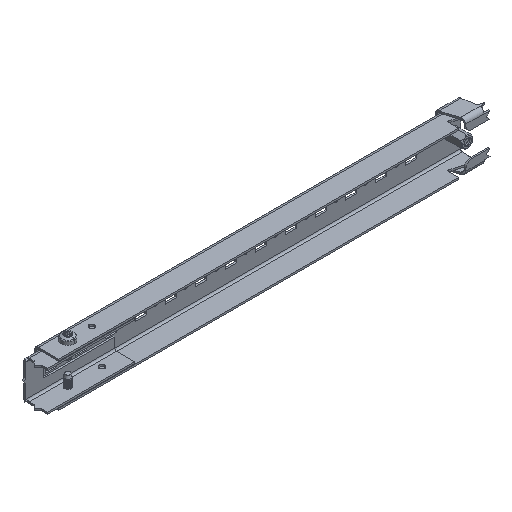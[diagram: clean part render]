
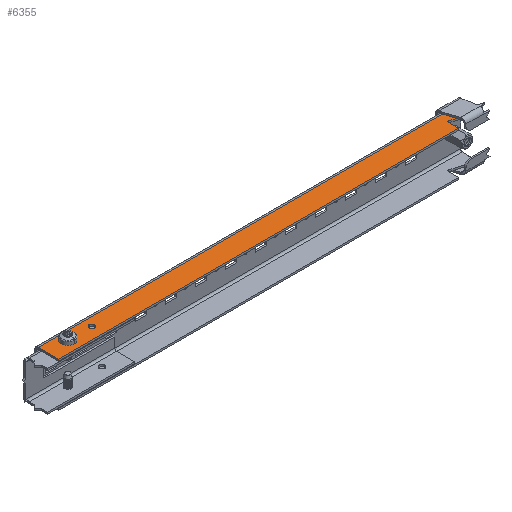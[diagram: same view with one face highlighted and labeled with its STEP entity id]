
A CAD part, isometric view. The second image highlights one B-rep face of the part: STEP entity #6355.
In plain terms, the highlighted planar face has unit normal (0, 0, 1).
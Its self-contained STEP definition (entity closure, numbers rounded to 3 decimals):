
#46 = VERTEX_POINT ( 'NONE', #14293 ) ;
#49 = VERTEX_POINT ( 'NONE', #15460 ) ;
#67 = ORIENTED_EDGE ( 'NONE', *, *, #12844, .F. ) ;
#556 = DIRECTION ( 'NONE',  ( 0., 0., 1. ) ) ;
#585 = DIRECTION ( 'NONE',  ( 0., 0., -1. ) ) ;
#604 = DIRECTION ( 'NONE',  ( 0., -1., 0. ) ) ;
#675 = CARTESIAN_POINT ( 'NONE',  ( 172.9, -14.817, 18.484 ) ) ;
#780 = DIRECTION ( 'NONE',  ( 0., -1., 0. ) ) ;
#806 = ORIENTED_EDGE ( 'NONE', *, *, #16006, .F. ) ;
#848 = LINE ( 'NONE', #9833, #5070 ) ;
#903 = DIRECTION ( 'NONE',  ( 0., 0., 1. ) ) ;
#945 = CARTESIAN_POINT ( 'NONE',  ( -159., -7.874, 18.484 ) ) ;
#1190 = VECTOR ( 'NONE', #6256, 1000. ) ;
#1209 = LINE ( 'NONE', #4932, #1190 ) ;
#1212 = CARTESIAN_POINT ( 'NONE',  ( 176.5, -3., 18.484 ) ) ;
#1267 = VERTEX_POINT ( 'NONE', #10318 ) ;
#1449 = EDGE_CURVE ( 'NONE', #49, #46, #7761, .T. ) ;
#1727 = VERTEX_POINT ( 'NONE', #14254 ) ;
#1744 = VECTOR ( 'NONE', #5491, 1000. ) ;
#1856 = LINE ( 'NONE', #3127, #11360 ) ;
#1864 = CIRCLE ( 'NONE', #10201, 2.25 ) ;
#1945 = ORIENTED_EDGE ( 'NONE', *, *, #9123, .F. ) ;
#2505 = DIRECTION ( 'NONE',  ( 0., 1., 0. ) ) ;
#2546 = DIRECTION ( 'NONE',  ( 0., 1., 0. ) ) ;
#2562 = CARTESIAN_POINT ( 'NONE',  ( 173.851, -14.126, 18.484 ) ) ;
#2563 = VECTOR ( 'NONE', #14394, 1000. ) ;
#2936 = AXIS2_PLACEMENT_3D ( 'NONE', #4312, #585, #5656 ) ;
#3112 = EDGE_CURVE ( 'NONE', #13526, #12196, #8027, .T. ) ;
#3127 = CARTESIAN_POINT ( 'NONE',  ( 176.5, -20.124, 18.484 ) ) ;
#3136 = AXIS2_PLACEMENT_3D ( 'NONE', #9034, #6433, #11807 ) ;
#3265 = EDGE_LOOP ( 'NONE', ( #5331, #11009, #13796, #9270, #67, #12784, #10265, #15207, #806, #1945 ) ) ;
#3699 = CARTESIAN_POINT ( 'NONE',  ( 157.776, -10.521, 18.484 ) ) ;
#4013 = ORIENTED_EDGE ( 'NONE', *, *, #8221, .F. ) ;
#4028 = EDGE_CURVE ( 'NONE', #46, #49, #1864, .T. ) ;
#4298 = DIRECTION ( 'NONE',  ( 0., -1., 0. ) ) ;
#4312 = CARTESIAN_POINT ( 'NONE',  ( 172.9, -13.817, 18.484 ) ) ;
#4381 = VERTEX_POINT ( 'NONE', #5723 ) ;
#4561 = VECTOR ( 'NONE', #12667, 1000. ) ;
#4662 = CARTESIAN_POINT ( 'NONE',  ( -139., -10.124, 18.484 ) ) ;
#4838 = CARTESIAN_POINT ( 'NONE',  ( 157.776, -10.521, 18.484 ) ) ;
#4932 = CARTESIAN_POINT ( 'NONE',  ( 0., -3., 18.484 ) ) ;
#5070 = VECTOR ( 'NONE', #12841, 1000. ) ;
#5092 = CARTESIAN_POINT ( 'NONE',  ( 176.5, -5.974, 18.484 ) ) ;
#5331 = ORIENTED_EDGE ( 'NONE', *, *, #11796, .T. ) ;
#5491 = DIRECTION ( 'NONE',  ( -0.961, 0.276, 0. ) ) ;
#5509 = VERTEX_POINT ( 'NONE', #1212 ) ;
#5559 = EDGE_CURVE ( 'NONE', #1727, #4381, #1856, .T. ) ;
#5595 = CIRCLE ( 'NONE', #7738, 1. ) ;
#5656 = DIRECTION ( 'NONE',  ( 0., 1., 0. ) ) ;
#5713 = LINE ( 'NONE', #15791, #12179 ) ;
#5723 = CARTESIAN_POINT ( 'NONE',  ( 156.5, -20.124, 18.484 ) ) ;
#6087 = FACE_BOUND ( 'NONE', #6458, .T. ) ;
#6130 = AXIS2_PLACEMENT_3D ( 'NONE', #13722, #15080, #780 ) ;
#6256 = DIRECTION ( 'NONE',  ( -1., 0., 0. ) ) ;
#6276 = EDGE_CURVE ( 'NONE', #15334, #14179, #5595, .T. ) ;
#6355 = ADVANCED_FACE ( 'NONE', ( #6087, #15162, #10019 ), #12462, .T. ) ;
#6358 = DIRECTION ( 'NONE',  ( 0., 0., 1. ) ) ;
#6433 = DIRECTION ( 'NONE',  ( 0., 0., 1. ) ) ;
#6458 = EDGE_LOOP ( 'NONE', ( #7078, #9557 ) ) ;
#6665 = ORIENTED_EDGE ( 'NONE', *, *, #10601, .F. ) ;
#6916 = VERTEX_POINT ( 'NONE', #8470 ) ;
#7078 = ORIENTED_EDGE ( 'NONE', *, *, #4028, .F. ) ;
#7196 = CARTESIAN_POINT ( 'NONE',  ( -139., -10.124, 18.484 ) ) ;
#7363 = CIRCLE ( 'NONE', #9250, 2.25 ) ;
#7702 = LINE ( 'NONE', #13927, #4561 ) ;
#7738 = AXIS2_PLACEMENT_3D ( 'NONE', #13850, #903, #2505 ) ;
#7761 = CIRCLE ( 'NONE', #9893, 2.25 ) ;
#8027 = CIRCLE ( 'NONE', #2936, 1. ) ;
#8221 = EDGE_CURVE ( 'NONE', #6916, #8525, #15471, .T. ) ;
#8298 = CIRCLE ( 'NONE', #14493, 1. ) ;
#8470 = CARTESIAN_POINT ( 'NONE',  ( -159., -12.374, 18.484 ) ) ;
#8525 = VERTEX_POINT ( 'NONE', #945 ) ;
#8889 = CARTESIAN_POINT ( 'NONE',  ( -159., -10.124, 18.484 ) ) ;
#8926 = LINE ( 'NONE', #10441, #2563 ) ;
#9034 = CARTESIAN_POINT ( 'NONE',  ( -159., -10.124, 18.484 ) ) ;
#9123 = EDGE_CURVE ( 'NONE', #15893, #11185, #848, .T. ) ;
#9250 = AXIS2_PLACEMENT_3D ( 'NONE', #8889, #6358, #11475 ) ;
#9270 = ORIENTED_EDGE ( 'NONE', *, *, #5559, .T. ) ;
#9557 = ORIENTED_EDGE ( 'NONE', *, *, #1449, .F. ) ;
#9833 = CARTESIAN_POINT ( 'NONE',  ( 173.851, -14.126, 18.484 ) ) ;
#9893 = AXIS2_PLACEMENT_3D ( 'NONE', #7196, #556, #11050 ) ;
#10019 = FACE_OUTER_BOUND ( 'NONE', #3265, .T. ) ;
#10201 = AXIS2_PLACEMENT_3D ( 'NONE', #4662, #14828, #604 ) ;
#10223 = EDGE_LOOP ( 'NONE', ( #4013, #6665 ) ) ;
#10265 = ORIENTED_EDGE ( 'NONE', *, *, #12237, .F. ) ;
#10318 = CARTESIAN_POINT ( 'NONE',  ( -176.5, -3., 18.484 ) ) ;
#10441 = CARTESIAN_POINT ( 'NONE',  ( 176.5, -20.124, 18.484 ) ) ;
#10601 = EDGE_CURVE ( 'NONE', #8525, #6916, #7363, .T. ) ;
#11009 = ORIENTED_EDGE ( 'NONE', *, *, #11036, .T. ) ;
#11036 = EDGE_CURVE ( 'NONE', #5509, #1267, #1209, .T. ) ;
#11050 = DIRECTION ( 'NONE',  ( 0., -1., 0. ) ) ;
#11089 = DIRECTION ( 'NONE',  ( 1., 0., 0. ) ) ;
#11185 = VERTEX_POINT ( 'NONE', #2562 ) ;
#11360 = VECTOR ( 'NONE', #11089, 1000. ) ;
#11475 = DIRECTION ( 'NONE',  ( 0., -1., 0. ) ) ;
#11756 = CARTESIAN_POINT ( 'NONE',  ( 172.624, -14.779, 18.484 ) ) ;
#11796 = EDGE_CURVE ( 'NONE', #15893, #5509, #8926, .T. ) ;
#11807 = DIRECTION ( 'NONE',  ( 0., -1., 0. ) ) ;
#12179 = VECTOR ( 'NONE', #4298, 1000. ) ;
#12196 = VERTEX_POINT ( 'NONE', #11756 ) ;
#12237 = EDGE_CURVE ( 'NONE', #12196, #15334, #16324, .T. ) ;
#12462 = PLANE ( 'NONE',  #6130 ) ;
#12667 = DIRECTION ( 'NONE',  ( 0., -1., 0. ) ) ;
#12784 = ORIENTED_EDGE ( 'NONE', *, *, #6276, .F. ) ;
#12796 = DIRECTION ( 'NONE',  ( 0., 0., -1. ) ) ;
#12841 = DIRECTION ( 'NONE',  ( -0.309, -0.951, 0. ) ) ;
#12844 = EDGE_CURVE ( 'NONE', #14179, #4381, #5713, .T. ) ;
#13526 = VERTEX_POINT ( 'NONE', #675 ) ;
#13671 = CARTESIAN_POINT ( 'NONE',  ( 156.5, -11.482, 18.484 ) ) ;
#13722 = CARTESIAN_POINT ( 'NONE',  ( 0., 15.676, 18.484 ) ) ;
#13796 = ORIENTED_EDGE ( 'NONE', *, *, #15766, .T. ) ;
#13850 = CARTESIAN_POINT ( 'NONE',  ( 157.5, -11.482, 18.484 ) ) ;
#13927 = CARTESIAN_POINT ( 'NONE',  ( -176.5, -20.124, 18.484 ) ) ;
#14179 = VERTEX_POINT ( 'NONE', #13671 ) ;
#14254 = CARTESIAN_POINT ( 'NONE',  ( -176.5, -20.124, 18.484 ) ) ;
#14293 = CARTESIAN_POINT ( 'NONE',  ( -139., -12.374, 18.484 ) ) ;
#14394 = DIRECTION ( 'NONE',  ( 0., 1., 0. ) ) ;
#14493 = AXIS2_PLACEMENT_3D ( 'NONE', #15483, #12796, #2546 ) ;
#14828 = DIRECTION ( 'NONE',  ( 0., 0., 1. ) ) ;
#15080 = DIRECTION ( 'NONE',  ( 0., 0., 1. ) ) ;
#15162 = FACE_BOUND ( 'NONE', #10223, .T. ) ;
#15207 = ORIENTED_EDGE ( 'NONE', *, *, #3112, .F. ) ;
#15334 = VERTEX_POINT ( 'NONE', #3699 ) ;
#15460 = CARTESIAN_POINT ( 'NONE',  ( -139., -7.874, 18.484 ) ) ;
#15471 = CIRCLE ( 'NONE', #3136, 2.25 ) ;
#15483 = CARTESIAN_POINT ( 'NONE',  ( 172.9, -13.817, 18.484 ) ) ;
#15766 = EDGE_CURVE ( 'NONE', #1267, #1727, #7702, .T. ) ;
#15791 = CARTESIAN_POINT ( 'NONE',  ( 156.5, -20.124, 18.484 ) ) ;
#15893 = VERTEX_POINT ( 'NONE', #5092 ) ;
#16006 = EDGE_CURVE ( 'NONE', #11185, #13526, #8298, .T. ) ;
#16324 = LINE ( 'NONE', #4838, #1744 ) ;
